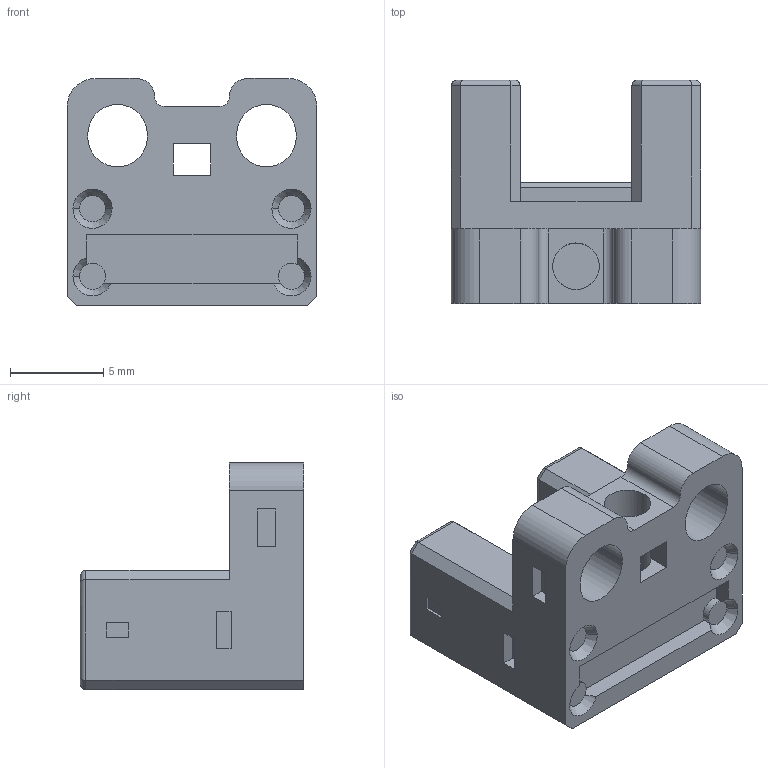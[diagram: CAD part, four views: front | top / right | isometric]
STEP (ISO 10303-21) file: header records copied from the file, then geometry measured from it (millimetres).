
FILE_DESCRIPTION(/* description */ (''),/* implementation_level */ '2;1');
FILE_NAME(/* name */ '4-HJ.stp',/* time_stamp */ '2021-03-05T16:57:33+08:00',/* author */ (''),/* organization */ (''),/* preprocessor_version */ 'ST-DEVELOPER v16',/* originating_system */ 'SIEMENS PLM Software NX 10.0',/* authorisation */ '');
FILE_SCHEMA (('CONFIG_CONTROL_DESIGN'));
Length unit declared in the file: millimetre
Products named in the file (1): 4-HJ
Bounding box: 13.4 x 12 x 12.2 mm (x, y, z)
Volume: 948.5 mm3; surface area: 949.1 mm2
Topology: 1 solids, 1 shells, 118 faces, 298 edges, 192 vertices
Faces by surface type: plane 80, cylinder 30, bspline 8
Entity records: 4050 total; most frequent: CARTESIAN_POINT 1133, ORIENTED_EDGE 596, DIRECTION 548, EDGE_CURVE 298, LINE 230, VECTOR 230, VERTEX_POINT 192, AXIS2_PLACEMENT_3D 159
